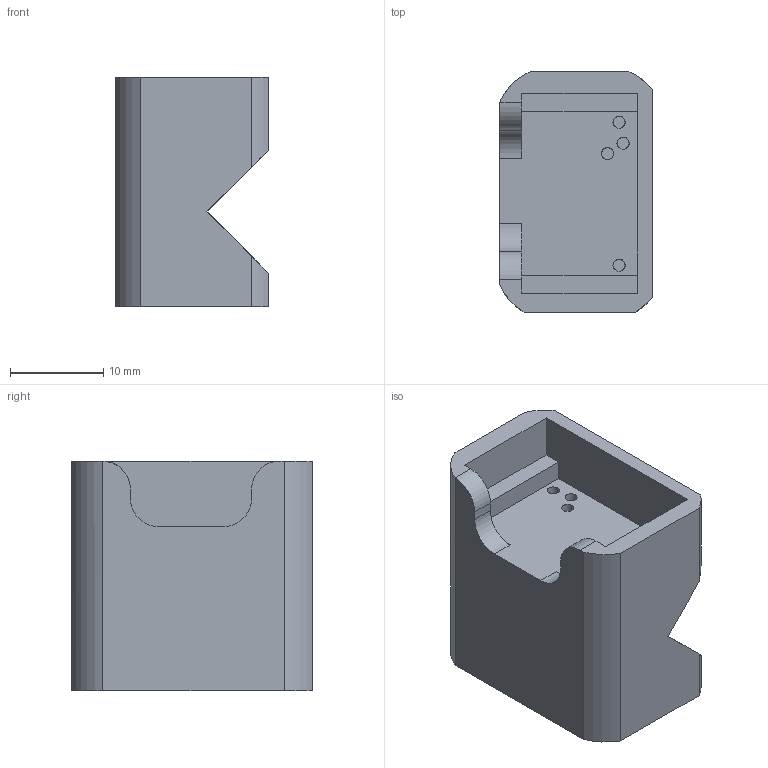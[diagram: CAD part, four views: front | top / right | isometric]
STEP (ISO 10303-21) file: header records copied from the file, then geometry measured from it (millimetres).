
FILE_DESCRIPTION(/* description */ (''),/* implementation_level */ '2;1');
FILE_NAME(/* name */ '5f3a12ed75543616009fc972',/* time_stamp */ '2020-08-17T05:17:34+00:00',/* author */ (''),/* organization */ (''),/* preprocessor_version */ 'ST-DEVELOPER v16.7',/* originating_system */ $,/* authorisation */ $);
FILE_SCHEMA (('AUTOMOTIVE_DESIGN {1 0 10303 214 3 1 1}'));
Length unit declared in the file: metre
Products named in the file (1): Jig
Bounding box: 16.36 x 25.77 x 24.61 mm (x, y, z)
Volume: 7035.9 mm3; surface area: 3243.4 mm2
Topology: 1 solids, 1 shells, 114 faces, 308 edges, 208 vertices
Faces by surface type: plane 73, bspline 23, cylinder 18
Full cylindrical faces by diameter (mm): 1.3 x8
Entity records: 3579 total; most frequent: CARTESIAN_POINT 863, ORIENTED_EDGE 584, DIRECTION 465, EDGE_CURVE 292, LINE 209, VECTOR 209, VERTEX_POINT 200, EDGE_LOOP 142
